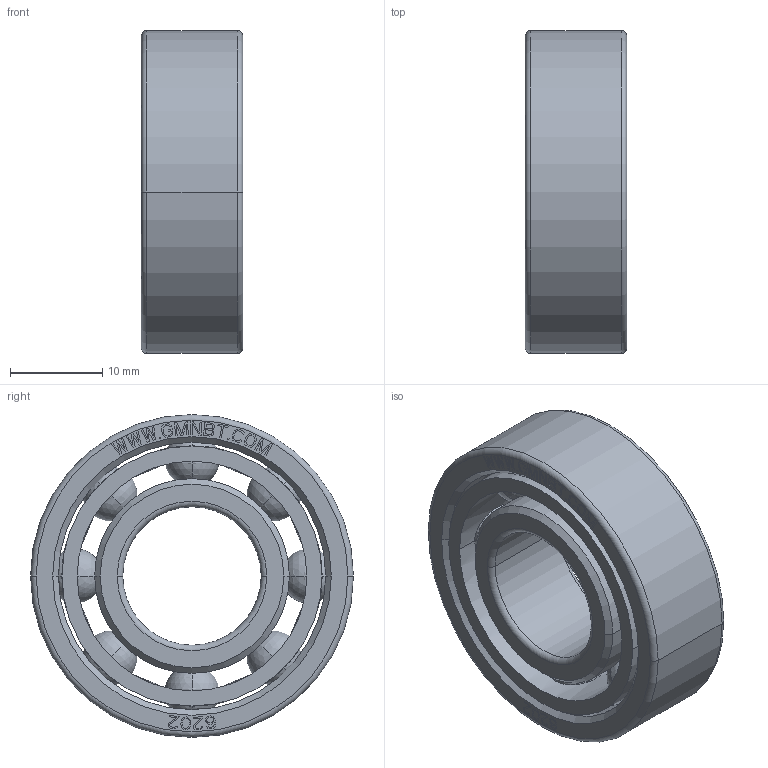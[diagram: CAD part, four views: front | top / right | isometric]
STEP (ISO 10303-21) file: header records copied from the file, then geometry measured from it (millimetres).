
FILE_DESCRIPTION((''),'2;1');
FILE_NAME('6202_PRT','2014-11-17T',('sales 4'),(''),'PRO/ENGINEER BY PARAMETRIC TECHNOLOGY CORPORATION, 2013150','PRO/ENGINEER BY PARAMETRIC TECHNOLOGY CORPORATION, 2013150','');
FILE_SCHEMA(('AUTOMOTIVE_DESIGN { 1 0 10303 214 1 1 1 1 }'));
Length unit declared in the file: millimetre
Products named in the file (1): 6202_PRT
Bounding box: 11.01 x 35 x 35 mm (x, y, z)
Volume: 6601.1 mm3; surface area: 7066.6 mm2
Topology: 11 solids, 11 shells, 514 faces, 1438 edges, 932 vertices
Faces by surface type: plane 446, cylinder 32, sphere 16, torus 12, cone 8
Entity records: 22285 total; most frequent: CARTESIAN_POINT 4588, ORIENTED_EDGE 2812, DIRECTION 2478, PRESENTATION_STYLE_ASSIGNMENT 1440, STYLED_ITEM 1417, CURVE_STYLE 1406, EDGE_CURVE 1406, VECTOR 1298
